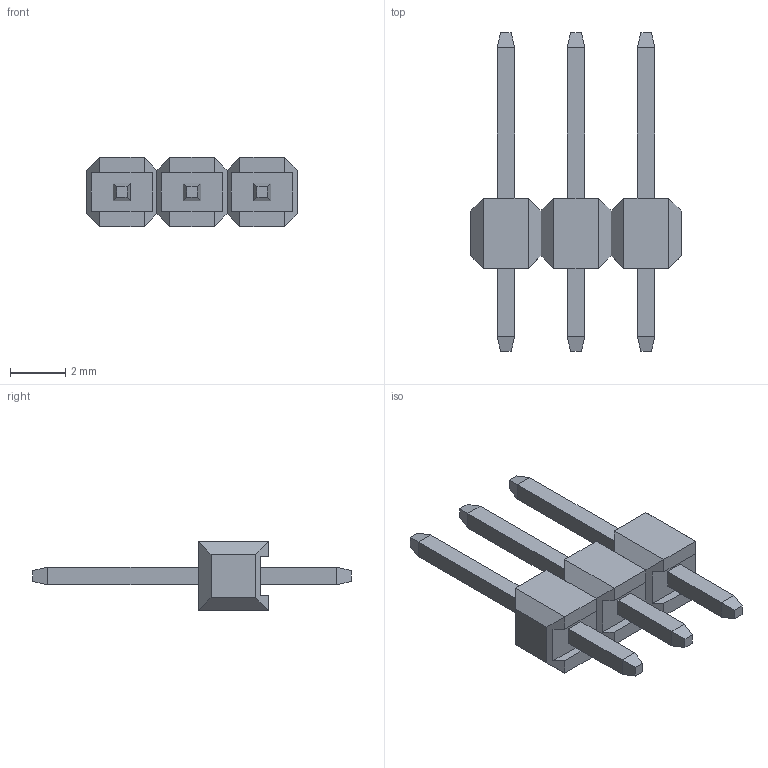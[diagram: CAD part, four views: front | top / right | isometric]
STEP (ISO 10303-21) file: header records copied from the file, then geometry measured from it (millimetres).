
FILE_DESCRIPTION (( 'STEP AP214' ), '1' );
FILE_NAME ('HEADER 1X3.STEP', '2013-11-27T08:42:42', ( '' ), ( '' ), 'SwSTEP 2.0', 'SolidWorks 2012', '' );
FILE_SCHEMA (( 'AUTOMOTIVE_DESIGN' ));
Length unit declared in the file: millimetre
Products named in the file (1): HEADER 1X3
Bounding box: 7.62 x 11.54 x 2.5 mm (x, y, z)
Volume: 51.3 mm3; surface area: 157 mm2
Topology: 1 solids, 1 shells, 104 faces, 232 edges, 136 vertices
Faces by surface type: plane 104
Entity records: 3926 total; most frequent: CARTESIAN_POINT 473, ORIENTED_EDGE 464, DIRECTION 442, LINE 232, VECTOR 232, EDGE_CURVE 232, VERTEX_POINT 136, EDGE_LOOP 110
